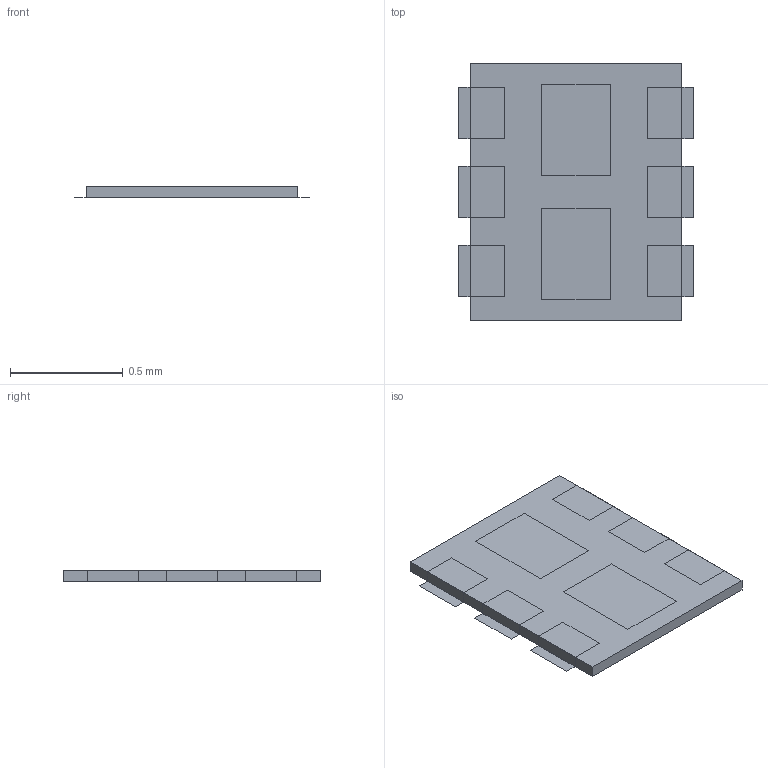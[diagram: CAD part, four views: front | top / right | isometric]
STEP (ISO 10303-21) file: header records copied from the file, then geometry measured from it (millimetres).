
FILE_DESCRIPTION(('STEP AP214'),'1');
FILE_NAME('DFN1010B-6_NEX','2023-01-15T05:16:08',(''),(''),'','','');
FILE_SCHEMA(('AUTOMOTIVE_DESIGN'));
Length unit declared in the file: millimetre
Products named in the file (1): product
Bounding box: 1.04 x 1.14 x 0.05 mm (x, y, z)
Volume: 0.1 mm3; surface area: 3.8 mm2
Topology: 10 solids, 10 shells, 69 faces, 135 edges, 86 vertices
Faces by surface type: plane 68, cylinder 1
Full cylindrical faces by diameter (mm): 0.047 x1
Entity records: 1780 total; most frequent: ORIENTED_EDGE 292, DIRECTION 290, CARTESIAN_POINT 171, EDGE_CURVE 146, LINE 144, VECTOR 144, VERTEX_POINT 98, AXIS2_PLACEMENT_3D 73
